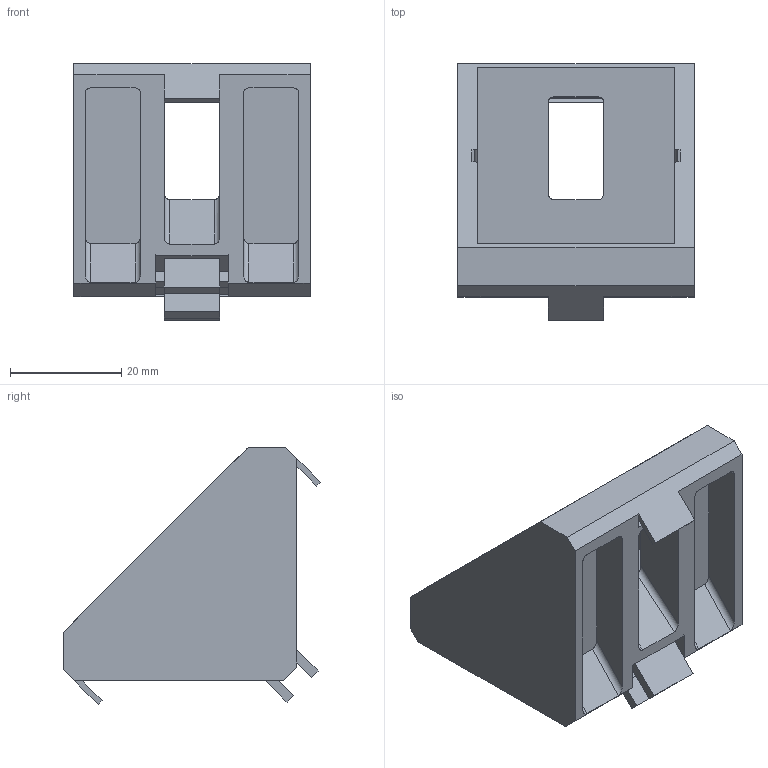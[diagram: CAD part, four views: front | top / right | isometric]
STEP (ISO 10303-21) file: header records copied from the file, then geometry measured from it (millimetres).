
FILE_DESCRIPTION (( 'STEP AP214' ), '1' );
FILE_NAME ('AL-310.0400A.03.STEP', '2019-10-22T07:04:30', ( '' ), ( '' ), 'SwSTEP 2.0', 'SolidWorks 2018', '' );
FILE_SCHEMA (( 'AUTOMOTIVE_DESIGN' ));
Length unit declared in the file: millimetre
Products named in the file (1): AL-310.0400A.03
Bounding box: 42.5 x 46.24 x 46.24 mm (x, y, z)
Surface area: 13143 mm2 (no closed solid volume)
Topology: 0 solids, 1 shells, 113 faces, 326 edges, 214 vertices
Faces by surface type: plane 76, cylinder 32, torus 5
Entity records: 4947 total; most frequent: CARTESIAN_POINT 798, ORIENTED_EDGE 616, DIRECTION 555, EDGE_CURVE 326, VECTOR 229, LINE 229, VERTEX_POINT 214, AXIS2_PLACEMENT_3D 163
